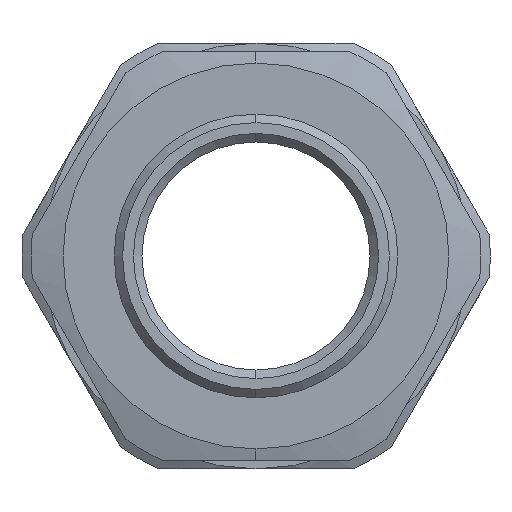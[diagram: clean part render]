
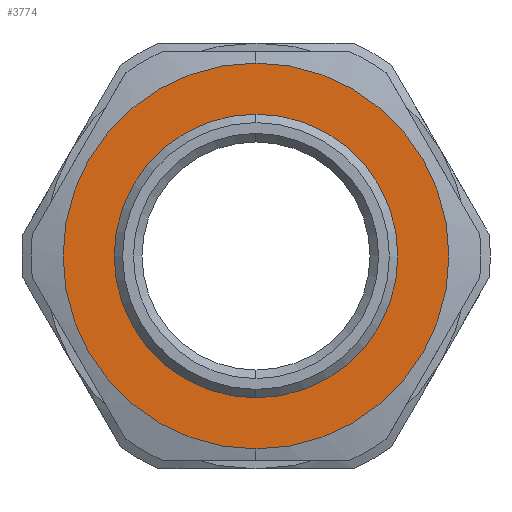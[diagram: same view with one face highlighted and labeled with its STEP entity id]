
A CAD part, left-side view. The second image highlights one B-rep face of the part: STEP entity #3774.
In plain terms, the highlighted planar face has unit normal (-1, 0, 0).
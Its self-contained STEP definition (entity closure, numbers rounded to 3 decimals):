
#49 = ORIENTED_EDGE ( 'NONE', *, *, #716, .T. ) ;
#74 = AXIS2_PLACEMENT_3D ( 'NONE', #2446, #3517, #2482 ) ;
#235 = CIRCLE ( 'NONE', #247, 12.5 ) ;
#247 = AXIS2_PLACEMENT_3D ( 'NONE', #3807, #1040, #2082 ) ;
#250 = CIRCLE ( 'NONE', #2073, 12.5 ) ;
#318 = VERTEX_POINT ( 'NONE', #4115 ) ;
#430 = AXIS2_PLACEMENT_3D ( 'NONE', #1659, #2963, #4050 ) ;
#622 = CARTESIAN_POINT ( 'NONE',  ( 10.3, 0., 0. ) ) ;
#716 = EDGE_CURVE ( 'NONE', #2514, #1972, #235, .T. ) ;
#1002 = VERTEX_POINT ( 'NONE', #4355 ) ;
#1040 = DIRECTION ( 'NONE',  ( 1., 0., 0. ) ) ;
#1205 = CARTESIAN_POINT ( 'NONE',  ( 10.3, 0., 12.5 ) ) ;
#1391 = CIRCLE ( 'NONE', #430, 17. ) ;
#1659 = CARTESIAN_POINT ( 'NONE',  ( 10.3, 0., 0. ) ) ;
#1715 = FACE_BOUND ( 'NONE', #2489, .T. ) ;
#1774 = AXIS2_PLACEMENT_3D ( 'NONE', #622, #4111, #2056 ) ;
#1972 = VERTEX_POINT ( 'NONE', #1205 ) ;
#1979 = EDGE_CURVE ( 'NONE', #318, #1002, #1391, .T. ) ;
#2056 = DIRECTION ( 'NONE',  ( 0., 0., -1. ) ) ;
#2073 = AXIS2_PLACEMENT_3D ( 'NONE', #2713, #3310, #4354 ) ;
#2082 = DIRECTION ( 'NONE',  ( 0., 0., -1. ) ) ;
#2090 = PLANE ( 'NONE',  #74 ) ;
#2446 = CARTESIAN_POINT ( 'NONE',  ( 10.3, 12.5, 0. ) ) ;
#2460 = FACE_OUTER_BOUND ( 'NONE', #3409, .T. ) ;
#2482 = DIRECTION ( 'NONE',  ( 0., 0., -1. ) ) ;
#2489 = EDGE_LOOP ( 'NONE', ( #49, #3099 ) ) ;
#2514 = VERTEX_POINT ( 'NONE', #3404 ) ;
#2713 = CARTESIAN_POINT ( 'NONE',  ( 10.3, 0., 0. ) ) ;
#2963 = DIRECTION ( 'NONE',  ( 1., 0., 0. ) ) ;
#3099 = ORIENTED_EDGE ( 'NONE', *, *, #3896, .T. ) ;
#3310 = DIRECTION ( 'NONE',  ( 1., 0., 0. ) ) ;
#3404 = CARTESIAN_POINT ( 'NONE',  ( 10.3, 0., -12.5 ) ) ;
#3409 = EDGE_LOOP ( 'NONE', ( #4373, #3479 ) ) ;
#3450 = CIRCLE ( 'NONE', #1774, 17. ) ;
#3479 = ORIENTED_EDGE ( 'NONE', *, *, #1979, .F. ) ;
#3517 = DIRECTION ( 'NONE',  ( 1., 0., 0. ) ) ;
#3774 = ADVANCED_FACE ( 'NONE', ( #2460, #1715 ), #2090, .F. ) ;
#3807 = CARTESIAN_POINT ( 'NONE',  ( 10.3, 0., 0. ) ) ;
#3896 = EDGE_CURVE ( 'NONE', #1972, #2514, #250, .T. ) ;
#4050 = DIRECTION ( 'NONE',  ( 0., 0., -1. ) ) ;
#4111 = DIRECTION ( 'NONE',  ( 1., 0., 0. ) ) ;
#4115 = CARTESIAN_POINT ( 'NONE',  ( 10.3, 0., 17. ) ) ;
#4164 = EDGE_CURVE ( 'NONE', #1002, #318, #3450, .T. ) ;
#4354 = DIRECTION ( 'NONE',  ( 0., 0., -1. ) ) ;
#4355 = CARTESIAN_POINT ( 'NONE',  ( 10.3, 0., -17. ) ) ;
#4373 = ORIENTED_EDGE ( 'NONE', *, *, #4164, .F. ) ;
